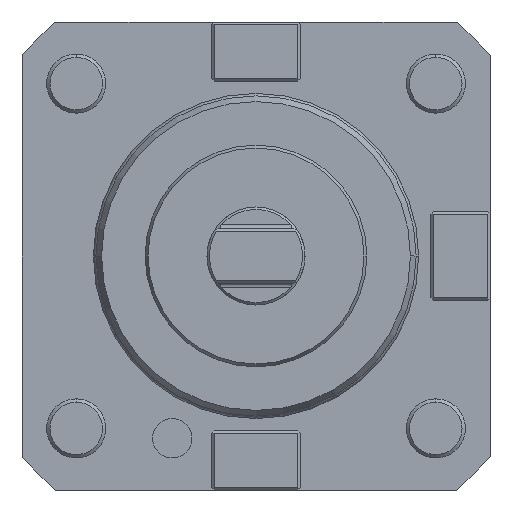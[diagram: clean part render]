
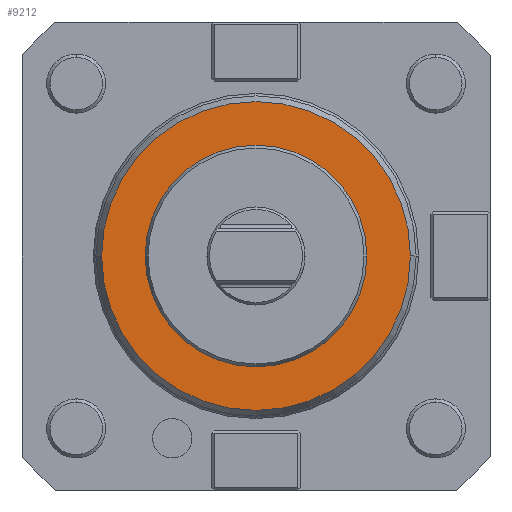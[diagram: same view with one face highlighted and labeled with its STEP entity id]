
A CAD part, front view. The second image highlights one B-rep face of the part: STEP entity #9212.
In plain terms, the highlighted planar face has unit normal (0, -1, 0).
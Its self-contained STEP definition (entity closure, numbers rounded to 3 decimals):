
#3258=CARTESIAN_POINT('',(0.,-32.,0.));
#3259=DIRECTION('',(0.,1.,0.));
#3260=DIRECTION('',(-1.,0.,0.));
#3261=AXIS2_PLACEMENT_3D('',#3258,#3259,#3260);
#3263=CARTESIAN_POINT('',(0.,-32.,0.));
#3264=DIRECTION('',(0.,1.,0.));
#3265=DIRECTION('',(1.,0.,0.));
#3266=AXIS2_PLACEMENT_3D('',#3263,#3264,#3265);
#3268=CARTESIAN_POINT('',(0.,-32.,0.));
#3269=DIRECTION('',(0.,-1.,0.));
#3270=DIRECTION('',(1.,0.,0.));
#3271=AXIS2_PLACEMENT_3D('',#3268,#3269,#3270);
#3273=CARTESIAN_POINT('',(0.,-32.,0.));
#3274=DIRECTION('',(0.,1.,0.));
#3275=DIRECTION('',(1.,0.,0.));
#3276=AXIS2_PLACEMENT_3D('',#3273,#3274,#3275);
#4846=CARTESIAN_POINT('',(22.5,-32.,0.));
#4847=CARTESIAN_POINT('',(-22.5,-32.,0.));
#4848=VERTEX_POINT('',#4846);
#4849=VERTEX_POINT('',#4847);
#4862=CARTESIAN_POINT('',(-31.345,-32.,0.));
#4863=CARTESIAN_POINT('',(31.345,-32.,0.));
#4864=VERTEX_POINT('',#4862);
#4865=VERTEX_POINT('',#4863);
#9197=CARTESIAN_POINT('',(0.,-32.,0.));
#9198=DIRECTION('',(0.,-1.,0.));
#9199=DIRECTION('',(-1.,0.,0.));
#9200=AXIS2_PLACEMENT_3D('',#9197,#9198,#9199);
#9201=PLANE('',#9200);
#9202=ORIENTED_EDGE('',*,*,#9191,.T.);
#9203=ORIENTED_EDGE('',*,*,#9177,.T.);
#9204=EDGE_LOOP('',(#9202,#9203));
#9205=FACE_OUTER_BOUND('',#9204,.F.);
#9207=ORIENTED_EDGE('',*,*,#9206,.T.);
#9209=ORIENTED_EDGE('',*,*,#9208,.F.);
#9210=EDGE_LOOP('',(#9207,#9209));
#9211=FACE_BOUND('',#9210,.F.);
#3262=CIRCLE('',#3261,31.345);
#3267=CIRCLE('',#3266,31.345);
#3272=CIRCLE('',#3271,22.5);
#3277=CIRCLE('',#3276,22.5);
#9177=EDGE_CURVE('',#4865,#4864,#3267,.T.);
#9191=EDGE_CURVE('',#4864,#4865,#3262,.T.);
#9206=EDGE_CURVE('',#4848,#4849,#3272,.T.);
#9208=EDGE_CURVE('',#4848,#4849,#3277,.T.);
#9212=ADVANCED_FACE('',(#9205,#9211),#9201,.T.);
